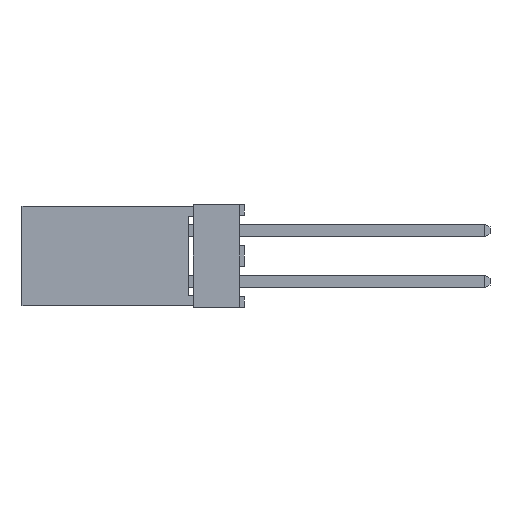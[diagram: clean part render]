
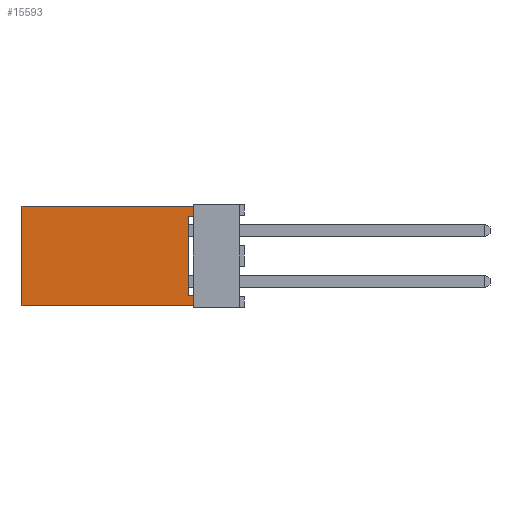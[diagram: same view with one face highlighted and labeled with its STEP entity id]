
A CAD part, left-side view. The second image highlights one B-rep face of the part: STEP entity #15593.
In plain terms, the highlighted planar face has unit normal (-1, 0, 0).
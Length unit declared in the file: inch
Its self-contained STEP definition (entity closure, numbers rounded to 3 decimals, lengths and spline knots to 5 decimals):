
#367=ORIENTED_EDGE('',*,*,#4809,.T.);
#368=ORIENTED_EDGE('',*,*,#4665,.T.);
#369=ORIENTED_EDGE('',*,*,#4747,.F.);
#370=ORIENTED_EDGE('',*,*,#4843,.F.);
#371=ORIENTED_EDGE('',*,*,#4741,.T.);
#372=ORIENTED_EDGE('',*,*,#4708,.T.);
#373=ORIENTED_EDGE('',*,*,#4842,.T.);
#374=ORIENTED_EDGE('',*,*,#4844,.T.);
#4665=EDGE_CURVE('',#6926,#6925,#8405,.T.);
#4708=EDGE_CURVE('',#6969,#6968,#8448,.T.);
#4741=EDGE_CURVE('',#6991,#6969,#8481,.T.);
#4747=EDGE_CURVE('',#6995,#6925,#8487,.T.);
#4809=EDGE_CURVE('',#7036,#6926,#8549,.T.);
#4842=EDGE_CURVE('',#6968,#7058,#8582,.T.);
#4843=EDGE_CURVE('',#6991,#6995,#8583,.T.);
#4844=EDGE_CURVE('',#7058,#7036,#8584,.T.);
#6925=VERTEX_POINT('',#21517);
#6926=VERTEX_POINT('',#21519);
#6968=VERTEX_POINT('',#21614);
#6969=VERTEX_POINT('',#21616);
#6991=VERTEX_POINT('',#21672);
#6995=VERTEX_POINT('',#21682);
#7036=VERTEX_POINT('',#21795);
#7058=VERTEX_POINT('',#21862);
#8405=LINE('',#21518,#10625);
#8448=LINE('',#21615,#10668);
#8481=LINE('',#21671,#10701);
#8487=LINE('',#21683,#10707);
#8549=LINE('',#21797,#10769);
#8582=LINE('',#21863,#10802);
#8583=LINE('',#21865,#10803);
#8584=LINE('',#21866,#10804);
#10625=VECTOR('',#17441,39.37008);
#10668=VECTOR('',#17506,39.37008);
#10701=VECTOR('',#17541,39.37008);
#10707=VECTOR('',#17549,39.37008);
#10769=VECTOR('',#17633,39.37008);
#10802=VECTOR('',#17688,39.37008);
#10803=VECTOR('',#17691,39.37008);
#10804=VECTOR('',#17692,39.37008);
#12849=EDGE_LOOP('',(#367,#368,#369,#370,#371,#372,#373,#374));
#13797=FACE_BOUND('',#12849,.T.);
#14745=PLANE('',#16509);
#15593=ADVANCED_FACE('',(#13797),#14745,.F.);
#16509=AXIS2_PLACEMENT_3D('',#21864,#17689,#17690);
#17441=DIRECTION('',(0.,0.,1.));
#17506=DIRECTION('',(0.,0.,1.));
#17541=DIRECTION('',(0.,-1.,0.));
#17549=DIRECTION('',(0.,-1.,0.));
#17633=DIRECTION('',(0.,-1.,0.));
#17688=DIRECTION('',(0.,1.,0.));
#17689=DIRECTION('',(1.,0.,0.));
#17690=DIRECTION('',(0.,0.,-1.));
#17691=DIRECTION('',(0.,0.,1.));
#17692=DIRECTION('',(0.,0.,1.));
#21517=CARTESIAN_POINT('',(0.,0.,0.0975));
#21518=CARTESIAN_POINT('',(0.,0.,-0.0975));
#21519=CARTESIAN_POINT('',(0.,0.,0.0775));
#21614=CARTESIAN_POINT('',(0.,0.,-0.0775));
#21615=CARTESIAN_POINT('',(0.,0.,-0.0975));
#21616=CARTESIAN_POINT('',(0.,0.,-0.0975));
#21671=CARTESIAN_POINT('',(0.,0.335,-0.0975));
#21672=CARTESIAN_POINT('',(0.,0.335,-0.0975));
#21682=CARTESIAN_POINT('',(0.,0.335,0.0975));
#21683=CARTESIAN_POINT('',(0.,0.335,0.0975));
#21795=CARTESIAN_POINT('',(0.,0.01,0.0775));
#21797=CARTESIAN_POINT('',(0.,0.01,0.0775));
#21862=CARTESIAN_POINT('',(0.,0.01,-0.0775));
#21863=CARTESIAN_POINT('',(0.,0.,-0.0775));
#21864=CARTESIAN_POINT('',(0.,0.335,-0.0975));
#21865=CARTESIAN_POINT('',(0.,0.335,-0.0975));
#21866=CARTESIAN_POINT('',(0.,0.01,-0.0775));
